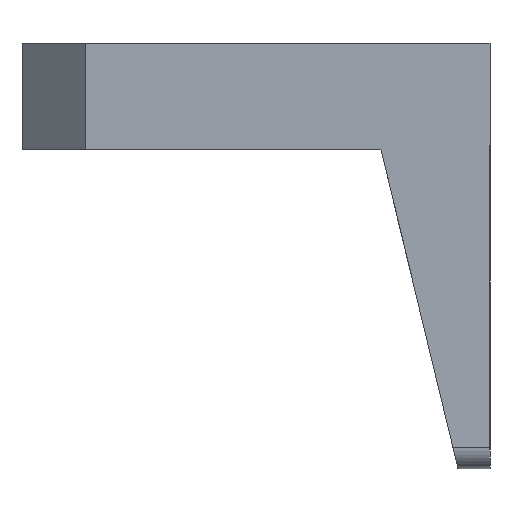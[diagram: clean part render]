
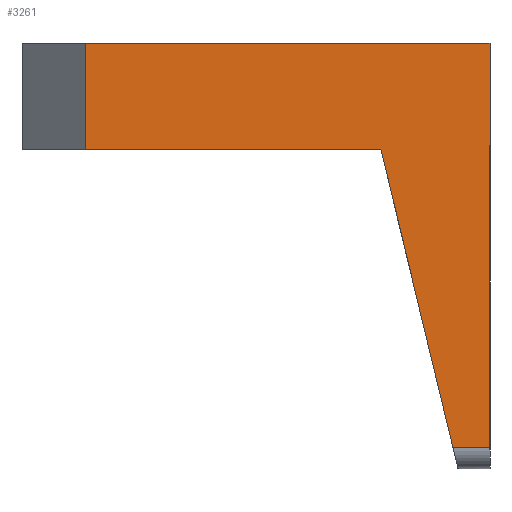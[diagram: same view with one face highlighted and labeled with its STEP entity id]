
A CAD part, front view. The second image highlights one B-rep face of the part: STEP entity #3261.
In plain terms, the highlighted planar face has unit normal (0, -1, 0).
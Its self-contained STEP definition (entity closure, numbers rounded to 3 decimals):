
#234=CARTESIAN_POINT('',(12.75,-22.,-5.0));
#235=VERTEX_POINT('',#234);
#242=CARTESIAN_POINT('',(-15.0,-22.,-5.0));
#243=VERTEX_POINT('',#242);
#244=CARTESIAN_POINT('',(-15.0,-22.0,-5.0));
#245=DIRECTION('',(1.0,0.0,0.0));
#246=VECTOR('',#245,27.75);
#247=LINE('',#244,#246);
#248=EDGE_CURVE('',#243,#235,#247,.T.);
#2926=CARTESIAN_POINT('',(23.,-22.0,-33.0));
#2927=VERTEX_POINT('',#2926);
#2935=CARTESIAN_POINT('',(19.517,-22.0,-33.0));
#2936=VERTEX_POINT('',#2935);
#2937=CARTESIAN_POINT('',(23.,-22.0,-33.0));
#2938=DIRECTION('',(-1.0,0.0,0.0));
#2939=VECTOR('',#2938,3.483);
#2940=LINE('',#2937,#2939);
#2941=EDGE_CURVE('',#2927,#2936,#2940,.T.);
#2960=CARTESIAN_POINT('',(12.75,-22.0,-5.0));
#2961=DIRECTION('',(0.235,0.0,-0.972));
#2962=VECTOR('',#2961,28.806);
#2963=LINE('',#2960,#2962);
#2964=EDGE_CURVE('',#235,#2936,#2963,.T.);
#3127=CARTESIAN_POINT('',(23.,-22.0,5.0));
#3128=VERTEX_POINT('',#3127);
#3135=CARTESIAN_POINT('',(23.,-22.0,-33.0));
#3136=DIRECTION('',(0.0,0.0,1.0));
#3137=VECTOR('',#3136,38.0);
#3138=LINE('',#3135,#3137);
#3139=EDGE_CURVE('',#2927,#3128,#3138,.T.);
#3225=CARTESIAN_POINT('',(-15.,-22.,5.0));
#3226=VERTEX_POINT('',#3225);
#3227=CARTESIAN_POINT('',(-15.0,-22.,5.0));
#3228=DIRECTION('',(0.0,0.0,-1.0));
#3229=VECTOR('',#3228,10.0);
#3230=LINE('',#3227,#3229);
#3231=EDGE_CURVE('',#243,#3226,#3230,.F.);
#3243=CARTESIAN_POINT('',(21.,-22.0,0.0));
#3244=DIRECTION('',(0.0,-1.0,0.0));
#3245=DIRECTION('',(0.0,0.0,-1.0));
#3246=AXIS2_PLACEMENT_3D('',#3243,#3244,#3245);
#3247=PLANE('',#3246);
#3248=ORIENTED_EDGE('',*,*,#2941,.F.);
#3249=ORIENTED_EDGE('',*,*,#3139,.T.);
#3250=CARTESIAN_POINT('',(23.,-22.0,5.0));
#3251=DIRECTION('',(-1.0,0.0,0.0));
#3252=VECTOR('',#3251,38.);
#3253=LINE('',#3250,#3252);
#3254=EDGE_CURVE('',#3128,#3226,#3253,.T.);
#3255=ORIENTED_EDGE('',*,*,#3254,.T.);
#3256=ORIENTED_EDGE('',*,*,#3231,.F.);
#3257=ORIENTED_EDGE('',*,*,#248,.T.);
#3258=ORIENTED_EDGE('',*,*,#2964,.T.);
#3259=EDGE_LOOP('',(#3248,#3249,#3255,#3256,#3257,#3258));
#3260=FACE_OUTER_BOUND('',#3259,.T.);
#3261=ADVANCED_FACE('',(#3260),#3247,.T.);
